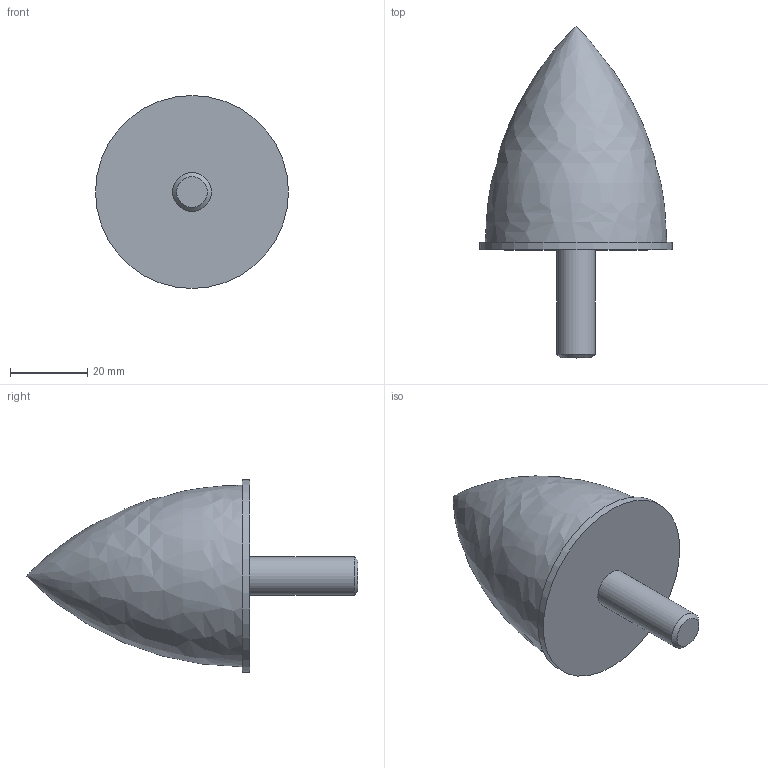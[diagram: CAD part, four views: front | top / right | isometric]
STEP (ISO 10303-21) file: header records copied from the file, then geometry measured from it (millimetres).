
FILE_DESCRIPTION(/* description */ ('KriTec Parabel-Puffer Ø50x58 mit M10 Aussengewinde'),/* implementation_level */ '2;1');
FILE_NAME(/* name */ '11392_Parabel-Puffer_50x58_M10_mit_Aussengewinde.stp',/* time_stamp */ '2021-10-27T08:53:47+02:00',/* author */ ('Nell'),/* organization */ (''),/* preprocessor_version */ 'ST-DEVELOPER v17',/* originating_system */ 'Autodesk Inventor 2018',/* authorisation */ '');
FILE_SCHEMA (('AUTOMOTIVE_DESIGN { 1 0 10303 214 3 1 1 }'));
Length unit declared in the file: millimetre
Products named in the file (1): 11392
Bounding box: 50 x 86 x 50 mm (x, y, z)
Volume: 60566.9 mm3; surface area: 9449.1 mm2
Topology: 1 solids, 1 shells, 7 faces, 14 edges, 10 vertices
Faces by surface type: plane 3, cylinder 2, cone 1, bspline 1
Full cylindrical faces by diameter (mm): 10 x1, 50 x1
Entity records: 260 total; most frequent: CARTESIAN_POINT 57, DIRECTION 37, ORIENTED_EDGE 26, AXIS2_PLACEMENT_3D 17, EDGE_CURVE 13, CIRCLE 10, VERTEX_POINT 10, EDGE_LOOP 9
